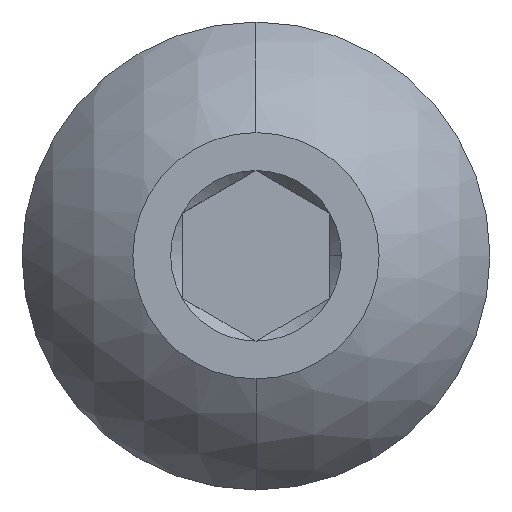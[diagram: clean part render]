
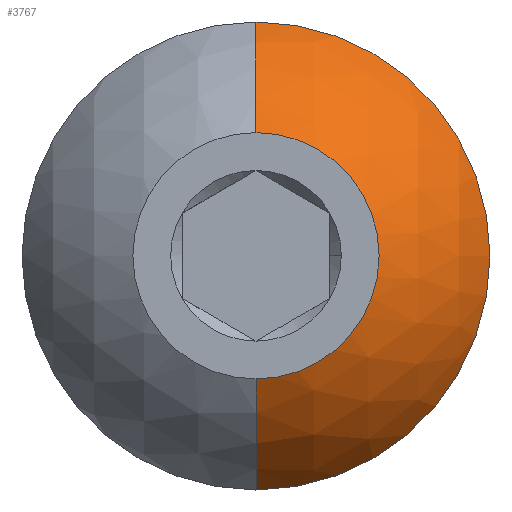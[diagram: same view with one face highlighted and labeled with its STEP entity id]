
A CAD part, top view. The second image highlights one B-rep face of the part: STEP entity #3767.
In plain terms, the highlighted spherical face has radius 5.287 mm.
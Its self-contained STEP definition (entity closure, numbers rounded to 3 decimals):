
#16 = ORIENTED_EDGE ( 'NONE', *, *, #691, .F. ) ;
#129 = DIRECTION ( 'NONE',  ( 0., -1., 0. ) ) ;
#228 = DIRECTION ( 'NONE',  ( 1., 0., 0. ) ) ;
#395 = AXIS2_PLACEMENT_3D ( 'NONE', #8182, #7392, #8864 ) ;
#589 = CARTESIAN_POINT ( 'NONE',  ( 0., -4.75, -2.338 ) ) ;
#691 = EDGE_CURVE ( 'NONE', #7097, #6089, #6292, .T. ) ;
#903 = CARTESIAN_POINT ( 'NONE',  ( 0., 0., 0. ) ) ;
#1143 = AXIS2_PLACEMENT_3D ( 'NONE', #4584, #2465, #2402 ) ;
#1351 = ORIENTED_EDGE ( 'NONE', *, *, #4028, .T. ) ;
#1547 = ORIENTED_EDGE ( 'NONE', *, *, #2979, .T. ) ;
#1611 = SPHERICAL_SURFACE ( 'NONE', #2393, 5.287 ) ;
#2050 = AXIS2_PLACEMENT_3D ( 'NONE', #903, #6534, #5148 ) ;
#2171 = EDGE_CURVE ( 'NONE', #6089, #5319, #8479, .T. ) ;
#2206 = AXIS2_PLACEMENT_3D ( 'NONE', #3091, #228, #7305 ) ;
#2393 = AXIS2_PLACEMENT_3D ( 'NONE', #2904, #8559, #129 ) ;
#2402 = DIRECTION ( 'NONE',  ( 1., 0., 0. ) ) ;
#2465 = DIRECTION ( 'NONE',  ( 0., 0., 1. ) ) ;
#2904 = CARTESIAN_POINT ( 'NONE',  ( 0., 0., -4.658 ) ) ;
#2979 = EDGE_CURVE ( 'NONE', #6084, #6141, #4379, .T. ) ;
#2987 = CARTESIAN_POINT ( 'NONE',  ( 0., 2.5, 0. ) ) ;
#3091 = CARTESIAN_POINT ( 'NONE',  ( 0., 0., -4.658 ) ) ;
#3265 = CIRCLE ( 'NONE', #2206, 5.287 ) ;
#3349 = AXIS2_PLACEMENT_3D ( 'NONE', #7114, #4357, #6374 ) ;
#3467 = ORIENTED_EDGE ( 'NONE', *, *, #4656, .T. ) ;
#3767 = ADVANCED_FACE ( 'NONE', ( #5131 ), #1611, .T. ) ;
#4028 = EDGE_CURVE ( 'NONE', #6141, #5319, #3265, .T. ) ;
#4284 = CARTESIAN_POINT ( 'NONE',  ( 4.75, 0., -2.338 ) ) ;
#4357 = DIRECTION ( 'NONE',  ( -1., 0., 0. ) ) ;
#4379 = CIRCLE ( 'NONE', #395, 4.75 ) ;
#4584 = CARTESIAN_POINT ( 'NONE',  ( 0., 0., -2.338 ) ) ;
#4656 = EDGE_CURVE ( 'NONE', #7097, #6084, #7458, .T. ) ;
#5131 = FACE_OUTER_BOUND ( 'NONE', #7914, .T. ) ;
#5148 = DIRECTION ( 'NONE',  ( 1., 0., 0. ) ) ;
#5319 = VERTEX_POINT ( 'NONE', #2987 ) ;
#5496 = ORIENTED_EDGE ( 'NONE', *, *, #2171, .F. ) ;
#5841 = CARTESIAN_POINT ( 'NONE',  ( 0., 4.75, -2.338 ) ) ;
#6084 = VERTEX_POINT ( 'NONE', #4284 ) ;
#6089 = VERTEX_POINT ( 'NONE', #8761 ) ;
#6141 = VERTEX_POINT ( 'NONE', #5841 ) ;
#6292 = CIRCLE ( 'NONE', #3349, 5.287 ) ;
#6374 = DIRECTION ( 'NONE',  ( 0., -1., 0. ) ) ;
#6534 = DIRECTION ( 'NONE',  ( 0., 0., 1. ) ) ;
#7097 = VERTEX_POINT ( 'NONE', #589 ) ;
#7114 = CARTESIAN_POINT ( 'NONE',  ( 0., 0., -4.658 ) ) ;
#7305 = DIRECTION ( 'NONE',  ( 0., 1., 0. ) ) ;
#7392 = DIRECTION ( 'NONE',  ( 0., 0., 1. ) ) ;
#7458 = CIRCLE ( 'NONE', #1143, 4.75 ) ;
#7914 = EDGE_LOOP ( 'NONE', ( #3467, #1547, #1351, #5496, #16 ) ) ;
#8182 = CARTESIAN_POINT ( 'NONE',  ( 0., 0., -2.338 ) ) ;
#8479 = CIRCLE ( 'NONE', #2050, 2.5 ) ;
#8559 = DIRECTION ( 'NONE',  ( 1., 0., 0. ) ) ;
#8761 = CARTESIAN_POINT ( 'NONE',  ( 0., -2.5, 0. ) ) ;
#8864 = DIRECTION ( 'NONE',  ( 1., 0., 0. ) ) ;
